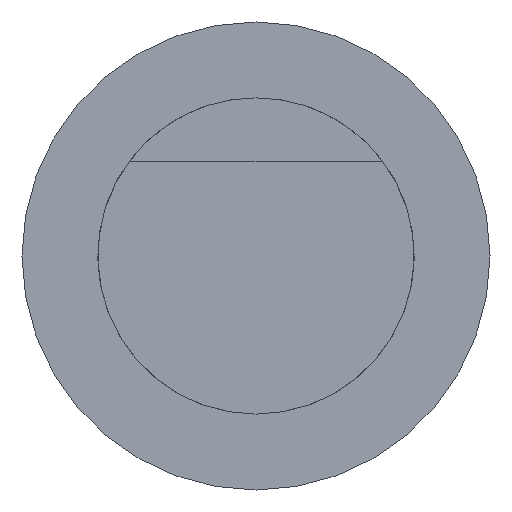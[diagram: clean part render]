
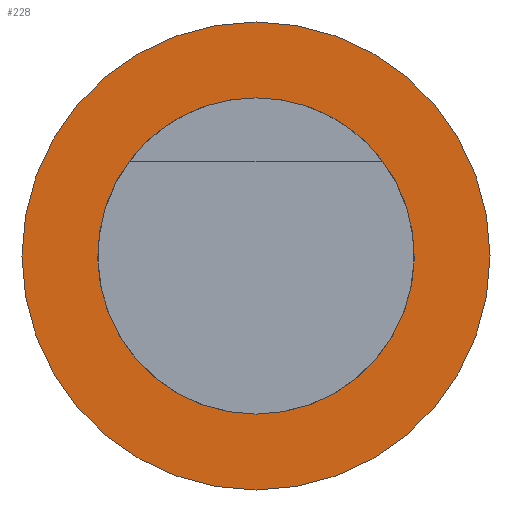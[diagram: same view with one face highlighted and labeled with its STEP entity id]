
A CAD part, front view. The second image highlights one B-rep face of the part: STEP entity #228.
In plain terms, the highlighted planar face has unit normal (0, -1, 0).
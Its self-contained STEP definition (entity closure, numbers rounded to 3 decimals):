
#1 = DIRECTION ( 'NONE',  ( 0., 0., 1. ) ) ;
#7 = AXIS2_PLACEMENT_3D ( 'NONE', #23, #270, #186 ) ;
#8 = DIRECTION ( 'NONE',  ( 0., 0., 1. ) ) ;
#18 = VERTEX_POINT ( 'NONE', #148 ) ;
#23 = CARTESIAN_POINT ( 'NONE',  ( 0., 29.8, 0. ) ) ;
#39 = CARTESIAN_POINT ( 'NONE',  ( 0., 29.8, 3.7 ) ) ;
#58 = AXIS2_PLACEMENT_3D ( 'NONE', #319, #117, #8 ) ;
#71 = DIRECTION ( 'NONE',  ( 0., 0., 1. ) ) ;
#78 = AXIS2_PLACEMENT_3D ( 'NONE', #155, #276, #71 ) ;
#87 = ORIENTED_EDGE ( 'NONE', *, *, #118, .F. ) ;
#98 = CIRCLE ( 'NONE', #161, 3.7 ) ;
#109 = EDGE_LOOP ( 'NONE', ( #362, #87 ) ) ;
#117 = DIRECTION ( 'NONE',  ( 0., 1., 0. ) ) ;
#118 = EDGE_CURVE ( 'NONE', #262, #177, #98, .T. ) ;
#126 = EDGE_CURVE ( 'NONE', #265, #18, #226, .T. ) ;
#148 = CARTESIAN_POINT ( 'NONE',  ( 0., 29.8, 2.5 ) ) ;
#155 = CARTESIAN_POINT ( 'NONE',  ( 0., 29.8, 0. ) ) ;
#160 = CIRCLE ( 'NONE', #7, 2.5 ) ;
#161 = AXIS2_PLACEMENT_3D ( 'NONE', #373, #341, #1 ) ;
#167 = CIRCLE ( 'NONE', #307, 3.7 ) ;
#177 = VERTEX_POINT ( 'NONE', #350 ) ;
#186 = DIRECTION ( 'NONE',  ( 0., 0., 1. ) ) ;
#203 = EDGE_LOOP ( 'NONE', ( #284, #296 ) ) ;
#210 = DIRECTION ( 'NONE',  ( 0., 0., 1. ) ) ;
#226 = CIRCLE ( 'NONE', #78, 2.5 ) ;
#228 = ADVANCED_FACE ( 'NONE', ( #376, #298 ), #323, .F. ) ;
#244 = CARTESIAN_POINT ( 'NONE',  ( 0., 29.8, 0. ) ) ;
#262 = VERTEX_POINT ( 'NONE', #39 ) ;
#265 = VERTEX_POINT ( 'NONE', #285 ) ;
#270 = DIRECTION ( 'NONE',  ( 0., 1., 0. ) ) ;
#276 = DIRECTION ( 'NONE',  ( 0., 1., 0. ) ) ;
#284 = ORIENTED_EDGE ( 'NONE', *, *, #126, .T. ) ;
#285 = CARTESIAN_POINT ( 'NONE',  ( 0., 29.8, -2.5 ) ) ;
#296 = ORIENTED_EDGE ( 'NONE', *, *, #346, .T. ) ;
#298 = FACE_OUTER_BOUND ( 'NONE', #109, .T. ) ;
#304 = EDGE_CURVE ( 'NONE', #177, #262, #167, .T. ) ;
#307 = AXIS2_PLACEMENT_3D ( 'NONE', #244, #338, #210 ) ;
#319 = CARTESIAN_POINT ( 'NONE',  ( 0., 29.8, 0. ) ) ;
#323 = PLANE ( 'NONE',  #58 ) ;
#338 = DIRECTION ( 'NONE',  ( 0., 1., 0. ) ) ;
#341 = DIRECTION ( 'NONE',  ( 0., 1., 0. ) ) ;
#346 = EDGE_CURVE ( 'NONE', #18, #265, #160, .T. ) ;
#350 = CARTESIAN_POINT ( 'NONE',  ( 0., 29.8, -3.7 ) ) ;
#362 = ORIENTED_EDGE ( 'NONE', *, *, #304, .F. ) ;
#373 = CARTESIAN_POINT ( 'NONE',  ( 0., 29.8, 0. ) ) ;
#376 = FACE_BOUND ( 'NONE', #203, .T. ) ;
